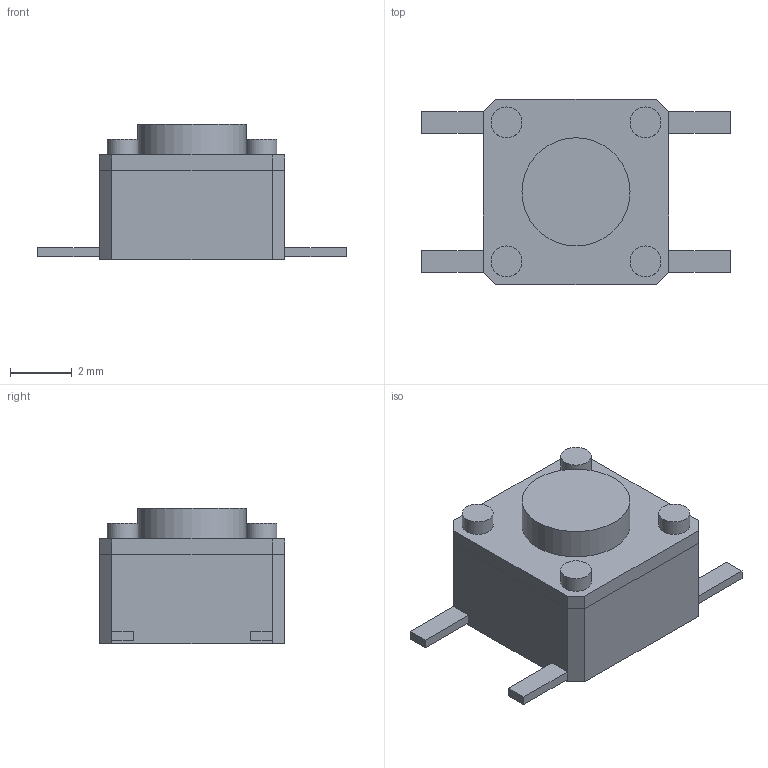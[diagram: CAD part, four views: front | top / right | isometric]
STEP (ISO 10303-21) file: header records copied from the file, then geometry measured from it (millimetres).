
FILE_DESCRIPTION(/* description */ (''),/* implementation_level */ '2;1');
FILE_NAME(/* name */ 'PZ_PushButton.stp',/* time_stamp */ '2016-11-15T17:45:53-06:00',/* author */ ('X1'),/* organization */ (''),/* preprocessor_version */ 'ST-DEVELOPER v15.6',/* originating_system */ 'Autodesk Inventor 2015',/* authorisation */ '');
FILE_SCHEMA (('AUTOMOTIVE_DESIGN { 1 0 10303 214 3 1 1 }'));
Length unit declared in the file: millimetre
Products named in the file (1): PZ_PushButton
Bounding box: 10 x 6 x 4.4 mm (x, y, z)
Volume: 134.2 mm3; surface area: 183.1 mm2
Topology: 1 solids, 1 shells, 71 faces, 160 edges, 96 vertices
Faces by surface type: plane 66, cylinder 5
Full cylindrical faces by diameter (mm): 1 x4, 3.5 x1
Entity records: 1961 total; most frequent: CARTESIAN_POINT 323, ORIENTED_EDGE 310, DIRECTION 309, EDGE_CURVE 155, LINE 145, VECTOR 145, VERTEX_POINT 96, AXIS2_PLACEMENT_3D 82
